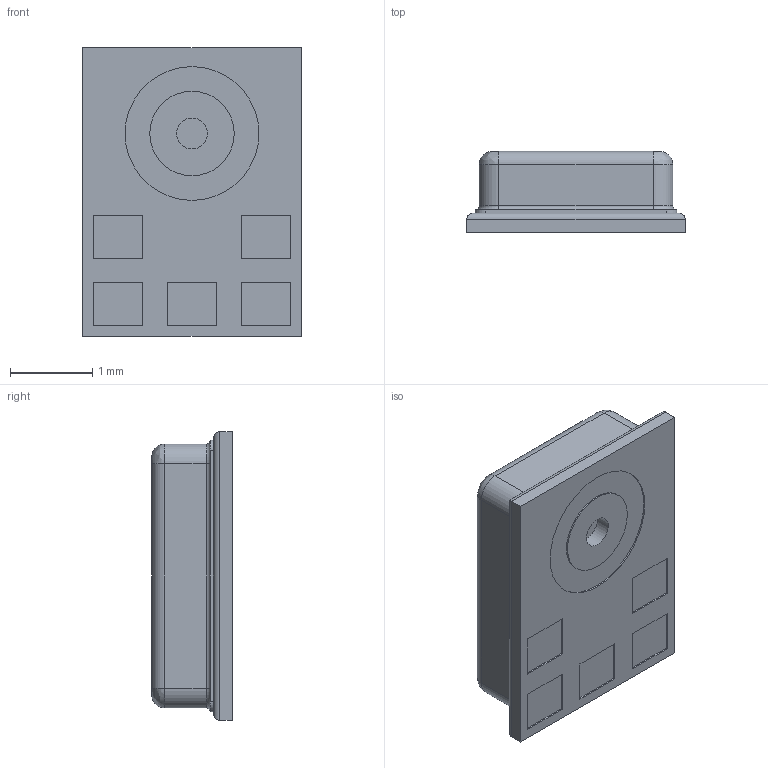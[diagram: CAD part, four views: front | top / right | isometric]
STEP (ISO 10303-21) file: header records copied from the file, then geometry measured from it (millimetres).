
FILE_DESCRIPTION(/* description */ (''),/* implementation_level */ '2;1');
FILE_NAME(/* name */ 'ICS-43434 3D POD v2.step',/* time_stamp */ '2017-05-15T16:05:02-04:00',/* author */ (''),/* organization */ (''),/* preprocessor_version */ 'ST-DEVELOPER v16.13',/* originating_system */ 'Autodesk Translation Framework v6.1.1.50',/* authorisation */ '');
FILE_SCHEMA (('AUTOMOTIVE_DESIGN { 1 0 10303 214 3 1 1 }'));
Length unit declared in the file: millimetre
Products named in the file (1): ICS-43434 3D POD v2
Bounding box: 2.65 x 0.98 x 3.5 mm (x, y, z)
Volume: 7.6 mm3; surface area: 28.6 mm2
Topology: 1 solids, 1 shells, 78 faces, 173 edges, 106 vertices
Faces by surface type: plane 47, cylinder 23, torus 4, bspline 4
Full cylindrical faces by diameter (mm): 0.375 x1, 1.025 x1, 1.625 x1
Entity records: 2146 total; most frequent: CARTESIAN_POINT 387, DIRECTION 370, ORIENTED_EDGE 340, EDGE_CURVE 170, AXIS2_PLACEMENT_3D 125, LINE 120, VECTOR 120, VERTEX_POINT 106
